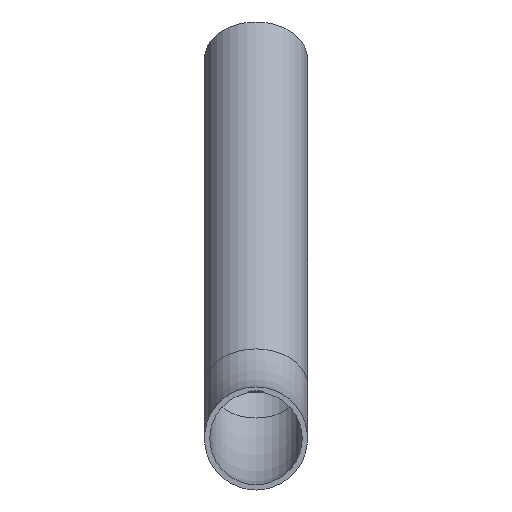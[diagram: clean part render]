
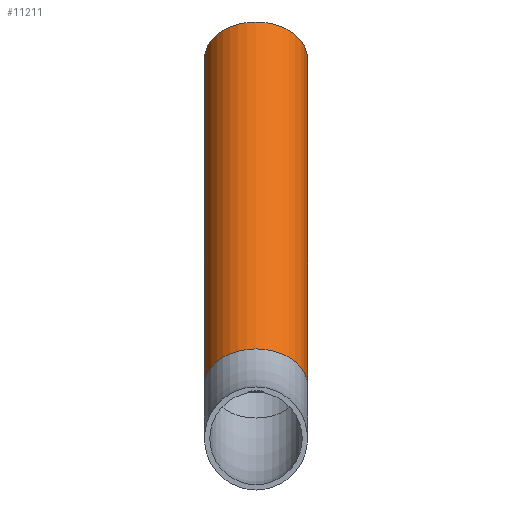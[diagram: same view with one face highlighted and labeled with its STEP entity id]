
A CAD part, front view. The second image highlights one B-rep face of the part: STEP entity #11211.
In plain terms, the highlighted cylindrical face has radius 24.15 mm (diameter 48.3 mm), a full revolution.
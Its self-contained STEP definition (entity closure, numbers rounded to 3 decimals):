
#892 = VERTEX_POINT ( 'NONE', #8473 ) ;
#1070 = CARTESIAN_POINT ( 'NONE',  ( 0., 276.725, 24.896 ) ) ;
#1099 = CIRCLE ( 'NONE', #4667, 24.15 ) ;
#2046 = DIRECTION ( 'NONE',  ( 0., 0.707, 0.707 ) ) ;
#2886 = FACE_OUTER_BOUND ( 'NONE', #3809, .T. ) ;
#3156 = DIRECTION ( 'NONE',  ( 0., -0.707, 0.707 ) ) ;
#3421 = ORIENTED_EDGE ( 'NONE', *, *, #5535, .F. ) ;
#3454 = CARTESIAN_POINT ( 'NONE',  ( 0., 259.648, 41.973 ) ) ;
#3809 = EDGE_LOOP ( 'NONE', ( #3421 ) ) ;
#4585 = VERTEX_POINT ( 'NONE', #3454 ) ;
#4667 = AXIS2_PLACEMENT_3D ( 'NONE', #10079, #2046, #3156 ) ;
#5422 = CIRCLE ( 'NONE', #10660, 24.15 ) ;
#5492 = FACE_OUTER_BOUND ( 'NONE', #12471, .T. ) ;
#5535 = EDGE_CURVE ( 'NONE', #892, #892, #5422, .T. ) ;
#5787 = EDGE_CURVE ( 'NONE', #4585, #4585, #1099, .T. ) ;
#7378 = AXIS2_PLACEMENT_3D ( 'NONE', #1070, #8087, #10192 ) ;
#8087 = DIRECTION ( 'NONE',  ( 0., 0.707, 0.707 ) ) ;
#8438 = CYLINDRICAL_SURFACE ( 'NONE', #7378, 24.15 ) ;
#8473 = CARTESIAN_POINT ( 'NONE',  ( 0., 412.822, 195.146 ) ) ;
#10079 = CARTESIAN_POINT ( 'NONE',  ( 0., 276.725, 24.896 ) ) ;
#10192 = DIRECTION ( 'NONE',  ( 0., -0.707, 0.707 ) ) ;
#10660 = AXIS2_PLACEMENT_3D ( 'NONE', #12390, #11292, #12313 ) ;
#11211 = ADVANCED_FACE ( 'NONE', ( #5492, #2886 ), #8438, .T. ) ;
#11292 = DIRECTION ( 'NONE',  ( 0., 0.707, 0.707 ) ) ;
#11622 = ORIENTED_EDGE ( 'NONE', *, *, #5787, .T. ) ;
#12313 = DIRECTION ( 'NONE',  ( 0., -0.707, 0.707 ) ) ;
#12390 = CARTESIAN_POINT ( 'NONE',  ( 0., 429.899, 178.07 ) ) ;
#12471 = EDGE_LOOP ( 'NONE', ( #11622 ) ) ;
